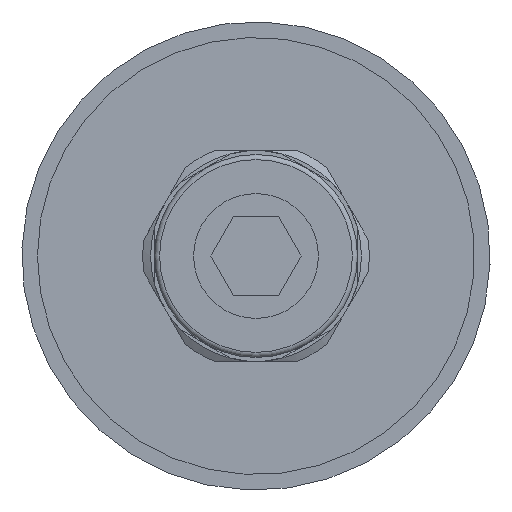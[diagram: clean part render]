
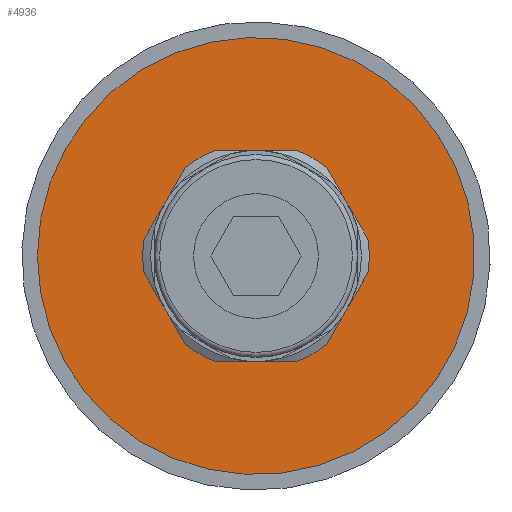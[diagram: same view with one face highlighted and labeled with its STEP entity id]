
A CAD part, left-side view. The second image highlights one B-rep face of the part: STEP entity #4936.
In plain terms, the highlighted planar face has unit normal (-1, 0, 0).
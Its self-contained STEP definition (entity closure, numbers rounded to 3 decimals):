
#2608=CARTESIAN_POINT('',(-93.0,14.,0.));
#2609=VERTEX_POINT('',#2608);
#2610=CARTESIAN_POINT('',(-93.,7.443,-11.858));
#2611=VERTEX_POINT('',#2610);
#2612=CARTESIAN_POINT('',(-93.,0.,0.));
#2613=DIRECTION('',(1.0,0.0,0.0));
#2614=DIRECTION('',(0.0,1.0,0.0));
#2615=AXIS2_PLACEMENT_3D('',#2612,#2613,#2614);
#2616=CIRCLE('',#2615,14.);
#2617=EDGE_CURVE('',#2609,#2611,#2616,.T.);
#2619=CARTESIAN_POINT('',(-93.,0.,0.));
#2620=DIRECTION('',(1.0,0.0,0.0));
#2621=DIRECTION('',(0.0,1.0,0.0));
#2622=AXIS2_PLACEMENT_3D('',#2619,#2620,#2621);
#2623=CIRCLE('',#2622,14.);
#2624=EDGE_CURVE('',#2611,#2609,#2623,.T.);
#3571=CARTESIAN_POINT('',(-93.0,-5.846,-3.375));
#3572=VERTEX_POINT('',#3571);
#3586=CARTESIAN_POINT('',(-93.0,-5.846,3.375));
#3587=VERTEX_POINT('',#3586);
#3588=CARTESIAN_POINT('',(-93.0,0.,0.));
#3589=DIRECTION('',(1.0,0.0,0.0));
#3590=DIRECTION('',(0.0,0.0,-1.0));
#3591=AXIS2_PLACEMENT_3D('',#3588,#3589,#3590);
#3592=CIRCLE('',#3591,6.75);
#3593=EDGE_CURVE('',#3587,#3572,#3592,.T.);
#3627=CARTESIAN_POINT('',(-93.0,0.,-6.75));
#3628=VERTEX_POINT('',#3627);
#3642=CARTESIAN_POINT('',(-93.0,0.,0.));
#3643=DIRECTION('',(1.0,0.0,0.0));
#3644=DIRECTION('',(0.0,0.0,-1.0));
#3645=AXIS2_PLACEMENT_3D('',#3642,#3643,#3644);
#3646=CIRCLE('',#3645,6.75);
#3647=EDGE_CURVE('',#3572,#3628,#3646,.T.);
#3681=CARTESIAN_POINT('',(-93.,5.846,-3.375));
#3682=VERTEX_POINT('',#3681);
#3696=CARTESIAN_POINT('',(-93.0,0.,0.));
#3697=DIRECTION('',(1.0,0.0,0.0));
#3698=DIRECTION('',(0.0,0.0,-1.0));
#3699=AXIS2_PLACEMENT_3D('',#3696,#3697,#3698);
#3700=CIRCLE('',#3699,6.75);
#3701=EDGE_CURVE('',#3628,#3682,#3700,.T.);
#3757=CARTESIAN_POINT('',(-93.0,5.846,3.375));
#3758=VERTEX_POINT('',#3757);
#3772=CARTESIAN_POINT('',(-93.0,0.,0.));
#3773=DIRECTION('',(1.0,0.0,0.0));
#3774=DIRECTION('',(0.0,0.0,-1.0));
#3775=AXIS2_PLACEMENT_3D('',#3772,#3773,#3774);
#3776=CIRCLE('',#3775,6.75);
#3777=EDGE_CURVE('',#3682,#3758,#3776,.T.);
#3811=CARTESIAN_POINT('',(-93.0,0.,6.75));
#3812=VERTEX_POINT('',#3811);
#3826=CARTESIAN_POINT('',(-93.0,0.,0.));
#3827=DIRECTION('',(1.0,0.0,0.0));
#3828=DIRECTION('',(0.0,0.0,-1.0));
#3829=AXIS2_PLACEMENT_3D('',#3826,#3827,#3828);
#3830=CIRCLE('',#3829,6.75);
#3831=EDGE_CURVE('',#3758,#3812,#3830,.T.);
#3878=CARTESIAN_POINT('',(-93.0,0.,0.));
#3879=DIRECTION('',(1.0,0.0,0.0));
#3880=DIRECTION('',(0.0,0.0,-1.0));
#3881=AXIS2_PLACEMENT_3D('',#3878,#3879,#3880);
#3882=CIRCLE('',#3881,6.75);
#3883=EDGE_CURVE('',#3812,#3587,#3882,.T.);
#4919=CARTESIAN_POINT('',(-93.0,10.025,0.));
#4920=DIRECTION('',(-1.0,0.0,0.0));
#4921=DIRECTION('',(0.0,0.0,1.0));
#4922=AXIS2_PLACEMENT_3D('',#4919,#4920,#4921);
#4923=PLANE('',#4922);
#4924=ORIENTED_EDGE('',*,*,#2617,.F.);
#4925=ORIENTED_EDGE('',*,*,#2624,.F.);
#4926=EDGE_LOOP('',(#4924,#4925));
#4927=FACE_OUTER_BOUND('',#4926,.T.);
#4928=ORIENTED_EDGE('',*,*,#3593,.T.);
#4929=ORIENTED_EDGE('',*,*,#3647,.T.);
#4930=ORIENTED_EDGE('',*,*,#3701,.T.);
#4931=ORIENTED_EDGE('',*,*,#3777,.T.);
#4932=ORIENTED_EDGE('',*,*,#3831,.T.);
#4933=ORIENTED_EDGE('',*,*,#3883,.T.);
#4934=EDGE_LOOP('',(#4928,#4929,#4930,#4931,#4932,#4933));
#4935=FACE_BOUND('',#4934,.T.);
#4936=ADVANCED_FACE('',(#4927,#4935),#4923,.T.);
